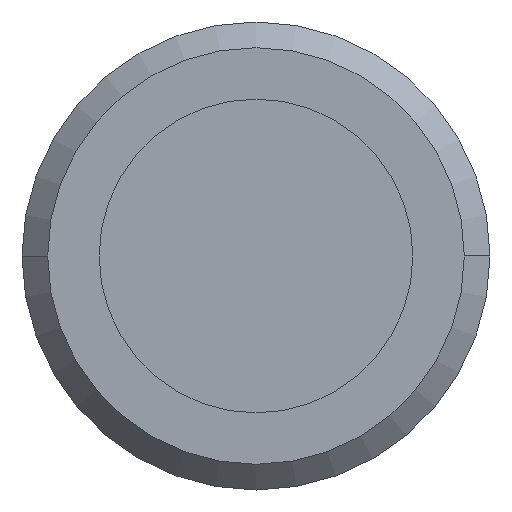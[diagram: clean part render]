
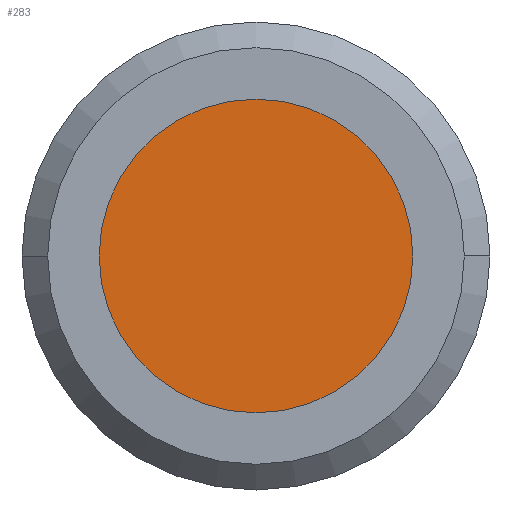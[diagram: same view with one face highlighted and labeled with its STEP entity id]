
A CAD part, front view. The second image highlights one B-rep face of the part: STEP entity #283.
In plain terms, the highlighted planar face has unit normal (0, -1, 0).
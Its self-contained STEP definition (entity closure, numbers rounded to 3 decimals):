
#11 = VERTEX_POINT ( 'NONE', #50 ) ;
#50 = CARTESIAN_POINT ( 'NONE',  ( 3.05, 0., 0. ) ) ;
#61 = ORIENTED_EDGE ( 'NONE', *, *, #402, .F. ) ;
#96 = ORIENTED_EDGE ( 'NONE', *, *, #347, .F. ) ;
#133 = CARTESIAN_POINT ( 'NONE',  ( 0., 0., 0. ) ) ;
#146 = VERTEX_POINT ( 'NONE', #553 ) ;
#167 = DIRECTION ( 'NONE',  ( 0., -1., 0. ) ) ;
#185 = CIRCLE ( 'NONE', #383, 3.05 ) ;
#216 = DIRECTION ( 'NONE',  ( 1., 0., 0. ) ) ;
#238 = DIRECTION ( 'NONE',  ( -1., 0., 0. ) ) ;
#241 = CIRCLE ( 'NONE', #562, 3.05 ) ;
#270 = AXIS2_PLACEMENT_3D ( 'NONE', #392, #167, #216 ) ;
#283 = ADVANCED_FACE ( 'NONE', ( #569 ), #446, .T. ) ;
#347 = EDGE_CURVE ( 'NONE', #146, #11, #241, .T. ) ;
#383 = AXIS2_PLACEMENT_3D ( 'NONE', #451, #547, #238 ) ;
#390 = DIRECTION ( 'NONE',  ( 0., 1., 0. ) ) ;
#392 = CARTESIAN_POINT ( 'NONE',  ( 0., 0., 0. ) ) ;
#396 = DIRECTION ( 'NONE',  ( -1., 0., 0. ) ) ;
#402 = EDGE_CURVE ( 'NONE', #11, #146, #185, .T. ) ;
#446 = PLANE ( 'NONE',  #270 ) ;
#451 = CARTESIAN_POINT ( 'NONE',  ( 0., 0., 0. ) ) ;
#520 = EDGE_LOOP ( 'NONE', ( #96, #61 ) ) ;
#547 = DIRECTION ( 'NONE',  ( 0., 1., 0. ) ) ;
#553 = CARTESIAN_POINT ( 'NONE',  ( -3.05, 0., 0. ) ) ;
#562 = AXIS2_PLACEMENT_3D ( 'NONE', #133, #390, #396 ) ;
#569 = FACE_OUTER_BOUND ( 'NONE', #520, .T. ) ;
